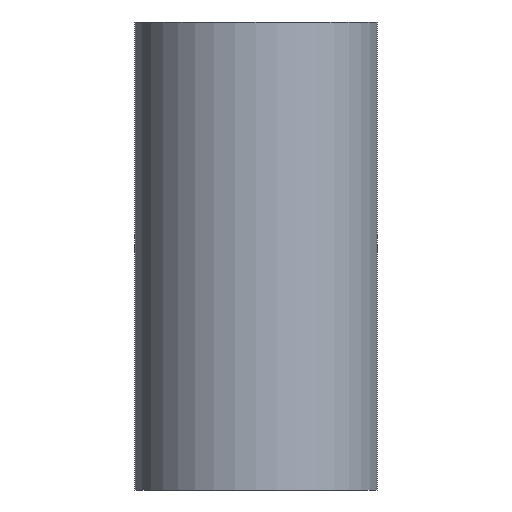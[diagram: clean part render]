
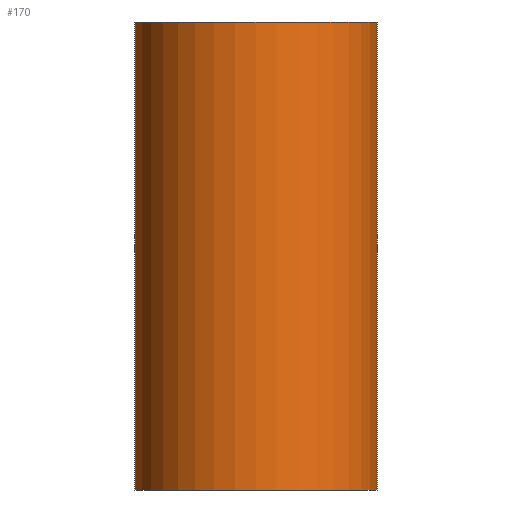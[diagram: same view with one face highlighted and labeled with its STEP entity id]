
A CAD part, left-side view. The second image highlights one B-rep face of the part: STEP entity #170.
In plain terms, the highlighted cylindrical face has radius 20.5 mm (diameter 41 mm), a full revolution.
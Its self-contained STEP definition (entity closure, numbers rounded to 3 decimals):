
#24=FACE_BOUND($,#66,.T.);
#25=FACE_BOUND($,#67,.T.);
#26=FACE_BOUND($,#68,.T.);
#44=CIRCLE($,#192,20.5);
#45=CIRCLE($,#193,20.5);
#66=EDGE_LOOP($,(#133,#134,#135,#136));
#67=EDGE_LOOP($,(#137));
#68=EDGE_LOOP($,(#138));
#88=B_SPLINE_CURVE_WITH_KNOTS($,3,(#320,#321,#322,#323,#324,#325,#326,#327,
#328,#329,#330,#331,#332,#333),.UNSPECIFIED.,.F.,.F.,(4,2,2,2,2,2,4),(4.406,
4.683,4.961,5.515,6.062,6.336,
6.609),.UNSPECIFIED.);
#89=B_SPLINE_CURVE_WITH_KNOTS($,3,(#335,#336,#337,#338,#339,#340,#341,#342,
#343,#344,#345,#346,#347,#348),.UNSPECIFIED.,.F.,.F.,(4,2,2,2,2,2,4),(-4.406,
-4.129,-3.852,-3.298,-2.75,
-2.477,-2.203),.UNSPECIFIED.);
#90=B_SPLINE_CURVE_WITH_KNOTS($,3,(#350,#351,#352,#353,#354,#355,#356,#357,
#358,#359,#360,#361,#362,#363),.UNSPECIFIED.,.F.,.F.,(4,2,2,2,2,2,4),(6.609,
6.883,7.157,7.704,8.258,8.536,
8.813),.UNSPECIFIED.);
#91=B_SPLINE_CURVE_WITH_KNOTS($,3,(#364,#365,#366,#367,#368,#369,#370,#371,
#372,#373,#374,#375,#376,#377),.UNSPECIFIED.,.F.,.F.,(4,2,2,2,2,2,4),(-2.203,
-1.93,-1.656,-1.109,-0.554,
-0.277,0.),.UNSPECIFIED.);
#98=VERTEX_POINT($,#318);
#99=VERTEX_POINT($,#319);
#100=VERTEX_POINT($,#334);
#101=VERTEX_POINT($,#349);
#102=VERTEX_POINT($,#378);
#103=VERTEX_POINT($,#380);
#115=EDGE_CURVE($,#98,#99,#88,.T.);
#116=EDGE_CURVE($,#98,#100,#89,.T.);
#117=EDGE_CURVE($,#100,#101,#90,.T.);
#118=EDGE_CURVE($,#99,#101,#91,.T.);
#119=EDGE_CURVE($,#102,#102,#44,.T.);
#120=EDGE_CURVE($,#103,#103,#45,.T.);
#133=ORIENTED_EDGE($,*,*,#115,.F.);
#134=ORIENTED_EDGE($,*,*,#116,.T.);
#135=ORIENTED_EDGE($,*,*,#117,.T.);
#136=ORIENTED_EDGE($,*,*,#118,.F.);
#137=ORIENTED_EDGE($,*,*,#119,.T.);
#138=ORIENTED_EDGE($,*,*,#120,.F.);
#163=CYLINDRICAL_SURFACE($,#191,20.5);
#170=ADVANCED_FACE($,(#24,#25,#26),#163,.T.);
#191=AXIS2_PLACEMENT_3D($,#317,#226,#227);
#192=AXIS2_PLACEMENT_3D($,#379,#228,#229);
#193=AXIS2_PLACEMENT_3D($,#381,#230,#231);
#226=DIRECTION('center_axis',(0.,0.,1.));
#227=DIRECTION('ref_axis',(1.,0.,0.));
#228=DIRECTION('center_axis',(0.,0.,1.));
#229=DIRECTION('ref_axis',(1.,0.,0.));
#230=DIRECTION('center_axis',(0.,0.,1.));
#231=DIRECTION('ref_axis',(1.,0.,0.));
#317=CARTESIAN_POINT('Origin',(0.,0.,0.));
#318=CARTESIAN_POINT('',(14.975,-14.,39.5));
#319=CARTESIAN_POINT('',(20.5,0.,25.5));
#320=CARTESIAN_POINT('Ctrl Pts',(14.975,-14.,39.5));
#321=CARTESIAN_POINT('Ctrl Pts',(14.975,-14.,38.576));
#322=CARTESIAN_POINT('Ctrl Pts',(15.063,-13.907,37.64));
#323=CARTESIAN_POINT('Ctrl Pts',(15.398,-13.536,35.805));
#324=CARTESIAN_POINT('Ctrl Pts',(15.643,-13.258,34.907));
#325=CARTESIAN_POINT('Ctrl Pts',(16.518,-12.177,32.348));
#326=CARTESIAN_POINT('Ctrl Pts',(17.28,-11.117,30.818));
#327=CARTESIAN_POINT('Ctrl Pts',(18.614,-8.698,28.399));
#328=CARTESIAN_POINT('Ctrl Pts',(19.29,-7.164,27.328));
#329=CARTESIAN_POINT('Ctrl Pts',(20.,-4.588,26.24));
#330=CARTESIAN_POINT('Ctrl Pts',(20.188,-3.684,25.961));
#331=CARTESIAN_POINT('Ctrl Pts',(20.438,-1.846,25.591));
#332=CARTESIAN_POINT('Ctrl Pts',(20.5,-0.912,25.5));
#333=CARTESIAN_POINT('Ctrl Pts',(20.5,0.,25.5));
#334=CARTESIAN_POINT('',(20.5,0.,53.5));
#335=CARTESIAN_POINT('Ctrl Pts',(14.975,-14.,39.5));
#336=CARTESIAN_POINT('Ctrl Pts',(14.975,-14.,40.424));
#337=CARTESIAN_POINT('Ctrl Pts',(15.063,-13.907,41.36));
#338=CARTESIAN_POINT('Ctrl Pts',(15.398,-13.536,43.195));
#339=CARTESIAN_POINT('Ctrl Pts',(15.643,-13.258,44.093));
#340=CARTESIAN_POINT('Ctrl Pts',(16.518,-12.177,46.652));
#341=CARTESIAN_POINT('Ctrl Pts',(17.28,-11.117,48.182));
#342=CARTESIAN_POINT('Ctrl Pts',(18.614,-8.698,50.601));
#343=CARTESIAN_POINT('Ctrl Pts',(19.29,-7.164,51.672));
#344=CARTESIAN_POINT('Ctrl Pts',(20.,-4.588,52.76));
#345=CARTESIAN_POINT('Ctrl Pts',(20.188,-3.684,53.039));
#346=CARTESIAN_POINT('Ctrl Pts',(20.438,-1.846,53.409));
#347=CARTESIAN_POINT('Ctrl Pts',(20.5,-0.912,53.5));
#348=CARTESIAN_POINT('Ctrl Pts',(20.5,0.,53.5));
#349=CARTESIAN_POINT('',(14.975,14.,39.5));
#350=CARTESIAN_POINT('Ctrl Pts',(20.5,0.,53.5));
#351=CARTESIAN_POINT('Ctrl Pts',(20.5,0.912,53.5));
#352=CARTESIAN_POINT('Ctrl Pts',(20.438,1.846,53.409));
#353=CARTESIAN_POINT('Ctrl Pts',(20.188,3.684,53.039));
#354=CARTESIAN_POINT('Ctrl Pts',(20.,4.588,52.76));
#355=CARTESIAN_POINT('Ctrl Pts',(19.29,7.164,51.672));
#356=CARTESIAN_POINT('Ctrl Pts',(18.614,8.698,50.601));
#357=CARTESIAN_POINT('Ctrl Pts',(17.28,11.117,48.182));
#358=CARTESIAN_POINT('Ctrl Pts',(16.518,12.177,46.652));
#359=CARTESIAN_POINT('Ctrl Pts',(15.643,13.258,44.093));
#360=CARTESIAN_POINT('Ctrl Pts',(15.398,13.536,43.195));
#361=CARTESIAN_POINT('Ctrl Pts',(15.063,13.907,41.36));
#362=CARTESIAN_POINT('Ctrl Pts',(14.975,14.,40.424));
#363=CARTESIAN_POINT('Ctrl Pts',(14.975,14.,39.5));
#364=CARTESIAN_POINT('Ctrl Pts',(20.5,0.,25.5));
#365=CARTESIAN_POINT('Ctrl Pts',(20.5,0.912,25.5));
#366=CARTESIAN_POINT('Ctrl Pts',(20.438,1.846,25.591));
#367=CARTESIAN_POINT('Ctrl Pts',(20.188,3.684,25.961));
#368=CARTESIAN_POINT('Ctrl Pts',(20.,4.588,26.24));
#369=CARTESIAN_POINT('Ctrl Pts',(19.29,7.164,27.328));
#370=CARTESIAN_POINT('Ctrl Pts',(18.614,8.698,28.399));
#371=CARTESIAN_POINT('Ctrl Pts',(17.28,11.117,30.818));
#372=CARTESIAN_POINT('Ctrl Pts',(16.518,12.177,32.348));
#373=CARTESIAN_POINT('Ctrl Pts',(15.643,13.258,34.907));
#374=CARTESIAN_POINT('Ctrl Pts',(15.398,13.536,35.805));
#375=CARTESIAN_POINT('Ctrl Pts',(15.063,13.907,37.64));
#376=CARTESIAN_POINT('Ctrl Pts',(14.975,14.,38.576));
#377=CARTESIAN_POINT('Ctrl Pts',(14.975,14.,39.5));
#378=CARTESIAN_POINT('',(20.5,0.,0.));
#379=CARTESIAN_POINT('Origin',(0.,0.,0.));
#380=CARTESIAN_POINT('',(-20.5,0.,79.));
#381=CARTESIAN_POINT('Origin',(0.,0.,79.));
